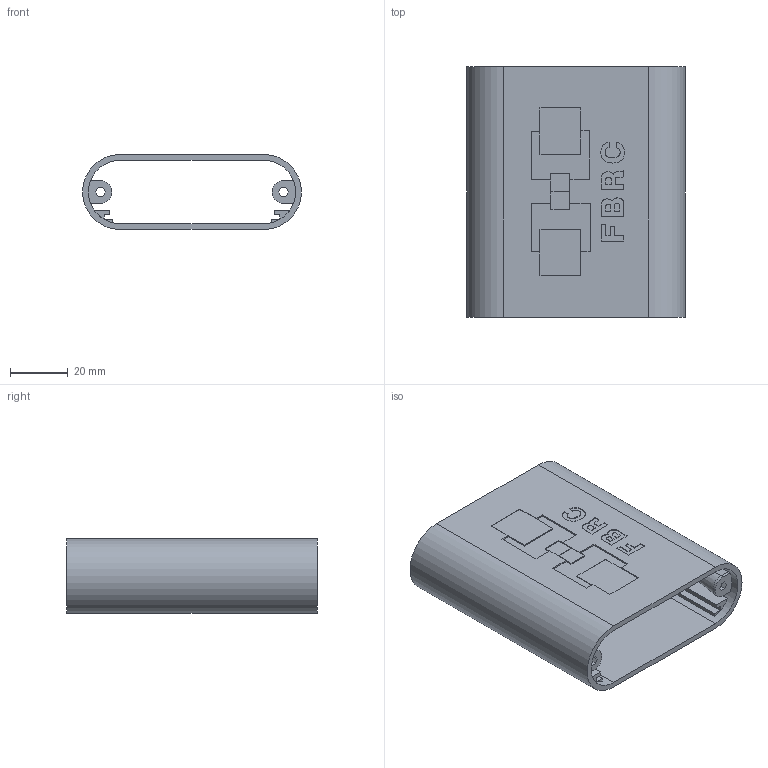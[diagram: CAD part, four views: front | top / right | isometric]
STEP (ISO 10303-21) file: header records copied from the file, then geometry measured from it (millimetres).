
FILE_DESCRIPTION(/* description */ ('','CAx-IF Rec.Pracs.---Representation and Presentation of Product Manufacturing Information (PMI)---4.0---2014-10-13'),/* implementation_level */ '2;1');
FILE_NAME(/* name */ 'MyStat Housing.step',/* time_stamp */ '2025-04-25T16:57:53+02:00',/* author */ (''),/* organization */ (''),/* preprocessor_version */ 'ST-DEVELOPER v20',/* originating_system */ 'Autodesk Translation Framework v13.20.0.188',/* authorisation */ '');
FILE_SCHEMA (('AP242_MANAGED_MODEL_BASED_3D_ENGINEERING_MIM_LF { 1 0 10303 442 1 1 4 }'));
Length unit declared in the file: millimetre
Products named in the file (3): MyStat Housing Complete; Housing Body; Nut placements
Assembly tree (2 placements, depth 3):
  MyStat Housing Complete
    Housing Body
      Nut placements
Bounding box: 76 x 87 x 26 mm (x, y, z)
Volume: 34306.2 mm3; surface area: 37947.6 mm2
Topology: 9 solids, 9 shells, 258 faces, 655 edges, 432 vertices
Faces by surface type: plane 214, bspline 24, cylinder 16, cone 4
Entity records: 7792 total; most frequent: CARTESIAN_POINT 1662, ORIENTED_EDGE 1310, DIRECTION 1131, EDGE_CURVE 655, LINE 561, VECTOR 561, VERTEX_POINT 432, EDGE_LOOP 285
